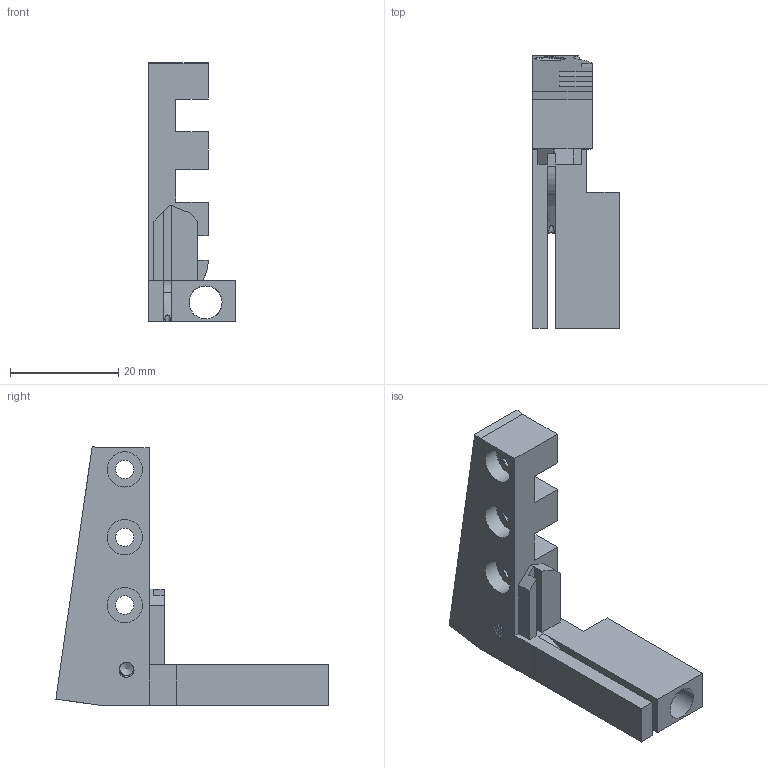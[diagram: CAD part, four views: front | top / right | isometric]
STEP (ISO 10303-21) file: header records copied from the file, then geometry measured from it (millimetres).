
FILE_DESCRIPTION(/* description */ (''),/* implementation_level */ '2;1');
FILE_NAME(/* name */ 'rotoforgewireguide v13.step',/* time_stamp */ '2025-11-15T13:50:24-08:00',/* author */ (''),/* organization */ (''),/* preprocessor_version */ 'ST-DEVELOPER v20.1',/* originating_system */ 'Autodesk Translation Framework v14.17.0.0',/* authorisation */ '');
FILE_SCHEMA (('AUTOMOTIVE_DESIGN { 1 0 10303 214 3 1 1 }'));
Length unit declared in the file: millimetre
Products named in the file (1): rotoforgewireguide
Bounding box: 16 x 50.18 x 47.71 mm (x, y, z)
Volume: 7803.1 mm3; surface area: 5988.1 mm2
Topology: 1 solids, 1 shells, 130 faces, 374 edges, 247 vertices
Faces by surface type: cylinder 70, plane 47, bspline 10, torus 2, cone 1
Full cylindrical faces by diameter (mm): 1 x1, 2.529 x9, 3.086 x3, 3.4 x3, 5.035 x3, 6.1 x1, 6.147 x1, 6.5 x3
Entity records: 8369 total; most frequent: CARTESIAN_POINT 5190, ORIENTED_EDGE 746, DIRECTION 516, EDGE_CURVE 373, VERTEX_POINT 247, LINE 176, VECTOR 176, AXIS2_PLACEMENT_3D 170
